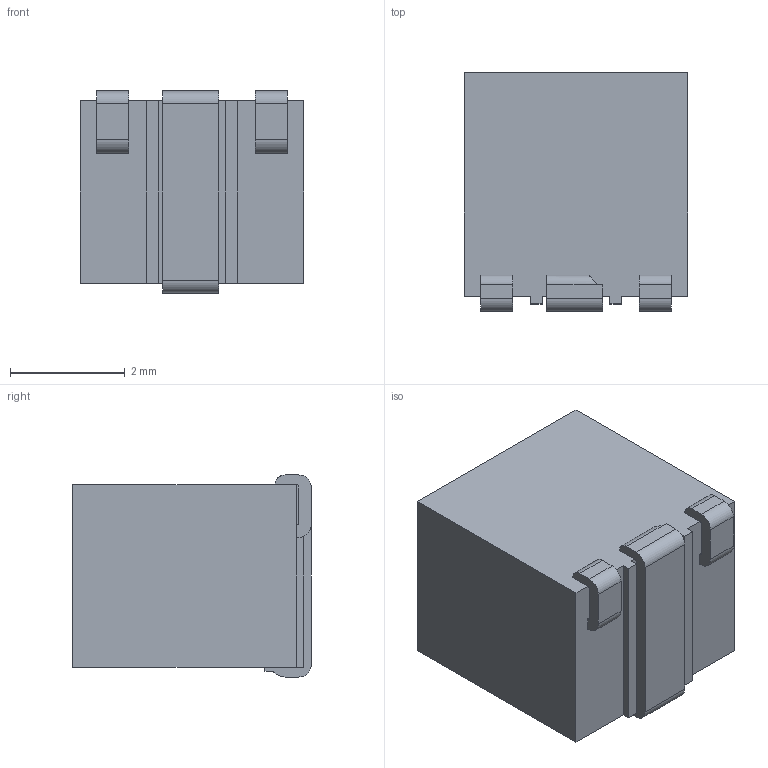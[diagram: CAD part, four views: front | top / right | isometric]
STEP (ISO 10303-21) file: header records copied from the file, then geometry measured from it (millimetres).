
FILE_DESCRIPTION (( 'STEP AP214' ), '1' );
FILE_NAME ('3223W-1-105.STEP', '2020-11-06T20:38:27', ( '' ), ( '' ), 'SwSTEP 2.0', 'SolidWorks 2017', '' );
FILE_SCHEMA (( 'AUTOMOTIVE_DESIGN' ));
Length unit declared in the file: millimetre
Products named in the file (1): 3223W-1-105
Bounding box: 3.9 x 4.16 x 3.52 mm (x, y, z)
Volume: 49.5 mm3; surface area: 103.8 mm2
Topology: 5 solids, 5 shells, 82 faces, 209 edges, 139 vertices
Faces by surface type: plane 57, cylinder 23, cone 2
Entity records: 2550 total; most frequent: CARTESIAN_POINT 446, DIRECTION 421, ORIENTED_EDGE 418, EDGE_CURVE 209, VECTOR 153, LINE 153, VERTEX_POINT 139, AXIS2_PLACEMENT_3D 134
